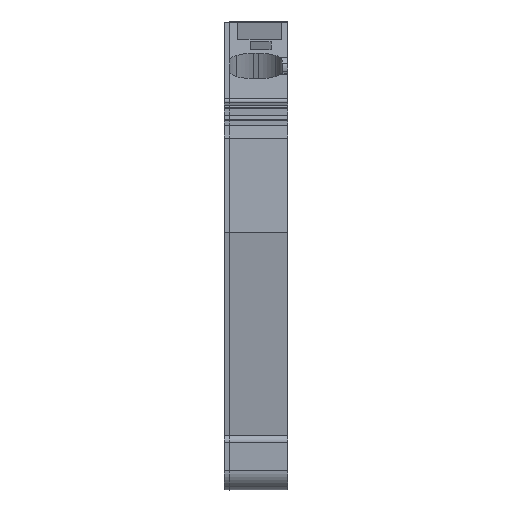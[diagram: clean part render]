
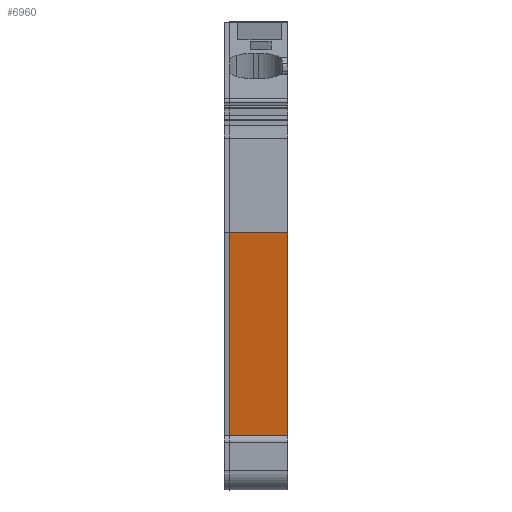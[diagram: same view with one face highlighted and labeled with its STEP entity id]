
A CAD part, front view. The second image highlights one B-rep face of the part: STEP entity #6960.
In plain terms, the highlighted planar face has unit normal (0, -0.986, -0.168).
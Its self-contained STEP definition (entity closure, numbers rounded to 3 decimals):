
#6938=AXIS2_PLACEMENT_3D('Plane Axis2P3D',#6935,#6936,#6937) ;
#948=CARTESIAN_POINT('Line Origine',(3.55,3.511,4.238)) ;
#952=CARTESIAN_POINT('Vertex',(6.1,3.511,4.238)) ;
#954=CARTESIAN_POINT('Vertex',(1.,3.511,4.238)) ;
#1923=CARTESIAN_POINT('Line Origine',(1.,3.521,4.18)) ;
#1927=CARTESIAN_POINT('Vertex',(1.,3.531,4.123)) ;
#3720=CARTESIAN_POINT('Vertex',(6.1,0.,24.847)) ;
#3723=CARTESIAN_POINT('Line Origine',(6.1,1.756,14.542)) ;
#6920=CARTESIAN_POINT('Vertex',(0.5,0.,24.847)) ;
#6923=CARTESIAN_POINT('Line Origine',(3.3,0.,24.847)) ;
#6935=CARTESIAN_POINT('Axis2P3D Location',(0.,0.,24.847)) ;
#6940=CARTESIAN_POINT('Line Origine',(0.5,1.765,14.485)) ;
#6944=CARTESIAN_POINT('Vertex',(0.5,3.531,4.123)) ;
#6947=CARTESIAN_POINT('Line Origine',(0.75,3.531,4.123)) ;
#949=DIRECTION('Vector Direction',(-1.,0.,0.)) ;
#1924=DIRECTION('Vector Direction',(0.,0.168,-0.986)) ;
#3724=DIRECTION('Vector Direction',(0.,0.168,-0.986)) ;
#6924=DIRECTION('Vector Direction',(-1.,0.,0.)) ;
#6936=DIRECTION('Axis2P3D Direction',(0.,0.986,0.168)) ;
#6937=DIRECTION('Axis2P3D XDirection',(0.,0.168,-0.986)) ;
#6941=DIRECTION('Vector Direction',(0.,0.168,-0.986)) ;
#6948=DIRECTION('Vector Direction',(-1.,0.,0.)) ;
#950=VECTOR('Line Direction',#949,1.) ;
#1925=VECTOR('Line Direction',#1924,1.) ;
#3725=VECTOR('Line Direction',#3724,1.) ;
#6925=VECTOR('Line Direction',#6924,1.) ;
#6942=VECTOR('Line Direction',#6941,1.) ;
#6949=VECTOR('Line Direction',#6948,1.) ;
#6953=ORIENTED_EDGE('',*,*,#6946,.T.) ;
#6954=ORIENTED_EDGE('',*,*,#6951,.F.) ;
#6955=ORIENTED_EDGE('',*,*,#1929,.F.) ;
#6956=ORIENTED_EDGE('',*,*,#956,.F.) ;
#6957=ORIENTED_EDGE('',*,*,#3727,.T.) ;
#6958=ORIENTED_EDGE('',*,*,#6927,.T.) ;
#6960=ADVANCED_FACE('KLTR ZPE4-2/2AN.1\\Hauptk\X2\00F6\X0\rper',(#6959),#6939,.F.) ;
#956=EDGE_CURVE('',#953,#955,#951,.T.) ;
#1929=EDGE_CURVE('',#955,#1928,#1926,.T.) ;
#3727=EDGE_CURVE('',#953,#3721,#3726,.F.) ;
#6927=EDGE_CURVE('',#3721,#6921,#6926,.T.) ;
#6946=EDGE_CURVE('',#6921,#6945,#6943,.T.) ;
#6951=EDGE_CURVE('',#1928,#6945,#6950,.T.) ;
#6952=EDGE_LOOP('',(#6953,#6954,#6955,#6956,#6957,#6958)) ;
#6959=FACE_OUTER_BOUND('',#6952,.T.) ;
#951=LINE('Line',#948,#950) ;
#1926=LINE('Line',#1923,#1925) ;
#3726=LINE('Line',#3723,#3725) ;
#6926=LINE('Line',#6923,#6925) ;
#6943=LINE('Line',#6940,#6942) ;
#6950=LINE('Line',#6947,#6949) ;
#6939=PLANE('',#6938) ;
#953=VERTEX_POINT('',#952) ;
#955=VERTEX_POINT('',#954) ;
#1928=VERTEX_POINT('',#1927) ;
#3721=VERTEX_POINT('',#3720) ;
#6921=VERTEX_POINT('',#6920) ;
#6945=VERTEX_POINT('',#6944) ;
